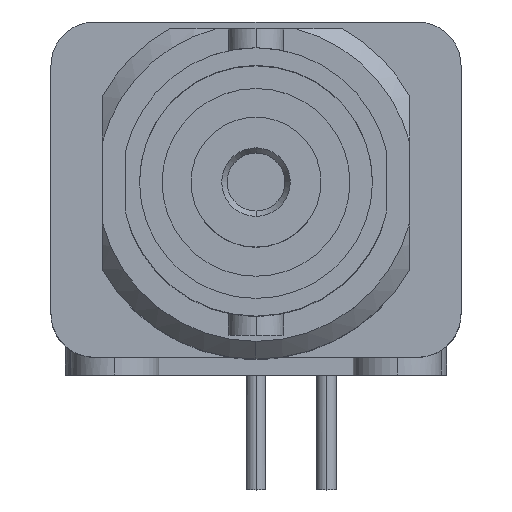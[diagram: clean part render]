
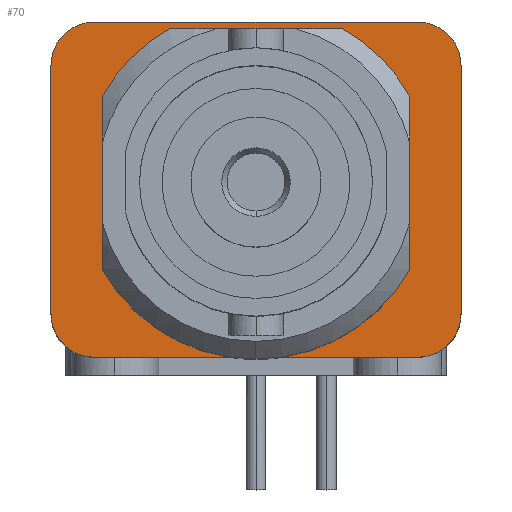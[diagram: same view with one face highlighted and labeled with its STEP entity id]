
A CAD part, top view. The second image highlights one B-rep face of the part: STEP entity #70.
In plain terms, the highlighted planar face has unit normal (0, 0, 1).
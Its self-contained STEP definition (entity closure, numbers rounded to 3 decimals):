
#70=ADVANCED_FACE('',(#201),#202,.F.);
#201=FACE_OUTER_BOUND('',#413,.T.);
#202=PLANE('',#414);
#413=EDGE_LOOP('',(#764,#765,#766,#767,#768,#769,#770,#771,#772,#773,#774,#775,#776,#777,#778,#779));
#414=AXIS2_PLACEMENT_3D('',#780,#781,#782);
#764=ORIENTED_EDGE('',*,*,#1465,.F.);
#765=ORIENTED_EDGE('',*,*,#1466,.F.);
#766=ORIENTED_EDGE('',*,*,#1467,.F.);
#767=ORIENTED_EDGE('',*,*,#1468,.F.);
#768=ORIENTED_EDGE('',*,*,#1469,.F.);
#769=ORIENTED_EDGE('',*,*,#1470,.F.);
#770=ORIENTED_EDGE('',*,*,#1471,.F.);
#771=ORIENTED_EDGE('',*,*,#1472,.F.);
#772=ORIENTED_EDGE('',*,*,#1473,.F.);
#773=ORIENTED_EDGE('',*,*,#1402,.T.);
#774=ORIENTED_EDGE('',*,*,#1474,.T.);
#775=ORIENTED_EDGE('',*,*,#1475,.T.);
#776=ORIENTED_EDGE('',*,*,#1464,.T.);
#777=ORIENTED_EDGE('',*,*,#1476,.T.);
#778=ORIENTED_EDGE('',*,*,#1477,.T.);
#779=ORIENTED_EDGE('',*,*,#1478,.T.);
#780=CARTESIAN_POINT('',(0.0,6.909,-20.828));
#781=DIRECTION('',(0.0,0.0,-1.0));
#782=DIRECTION('',(0.0,-1.0,0.0));
#1402=EDGE_CURVE('',#1669,#1667,#1670,.T.);
#1464=EDGE_CURVE('',#1764,#1773,#1775,.T.);
#1465=EDGE_CURVE('',#1776,#1777,#1778,.T.);
#1466=EDGE_CURVE('',#1779,#1776,#1780,.T.);
#1467=EDGE_CURVE('',#1781,#1779,#1782,.T.);
#1468=EDGE_CURVE('',#1783,#1781,#1784,.T.);
#1469=EDGE_CURVE('',#1785,#1783,#1786,.T.);
#1470=EDGE_CURVE('',#1787,#1785,#1788,.T.);
#1471=EDGE_CURVE('',#1789,#1787,#1790,.T.);
#1472=EDGE_CURVE('',#1791,#1789,#1792,.T.);
#1473=EDGE_CURVE('',#1669,#1791,#1793,.T.);
#1474=EDGE_CURVE('',#1667,#1794,#1795,.T.);
#1475=EDGE_CURVE('',#1794,#1764,#1796,.T.);
#1476=EDGE_CURVE('',#1773,#1797,#1798,.T.);
#1477=EDGE_CURVE('',#1797,#1799,#1800,.T.);
#1478=EDGE_CURVE('',#1799,#1777,#1801,.T.);
#1667=VERTEX_POINT('',#2105);
#1669=VERTEX_POINT('',#2108);
#1670=CIRCLE('',#2109,6.35);
#1764=VERTEX_POINT('',#2290);
#1773=VERTEX_POINT('',#2312);
#1775=LINE('',#2315,#2316);
#1776=VERTEX_POINT('',#2317);
#1777=VERTEX_POINT('',#2318);
#1778=LINE('',#2319,#2320);
#1779=VERTEX_POINT('',#2321);
#1780=CIRCLE('',#2322,1.575);
#1781=VERTEX_POINT('',#2323);
#1782=LINE('',#2324,#2325);
#1783=VERTEX_POINT('',#2326);
#1784=CIRCLE('',#2327,1.575);
#1785=VERTEX_POINT('',#2328);
#1786=LINE('',#2329,#2330);
#1787=VERTEX_POINT('',#2331);
#1788=CIRCLE('',#2332,1.575);
#1789=VERTEX_POINT('',#2333);
#1790=LINE('',#2334,#2335);
#1791=VERTEX_POINT('',#2336);
#1792=CIRCLE('',#2337,1.575);
#1793=LINE('',#2338,#2339);
#1794=VERTEX_POINT('',#2340);
#1795=LINE('',#2341,#2342);
#1796=CIRCLE('',#2343,6.35);
#1797=VERTEX_POINT('',#2344);
#1798=CIRCLE('',#2345,6.35);
#1799=VERTEX_POINT('',#2346);
#1800=LINE('',#2347,#2348);
#1801=CIRCLE('',#2349,6.35);
#2105=CARTESIAN_POINT('',(-5.537,3.8,-20.828));
#2108=CARTESIAN_POINT('',(-0.981,0.635,-20.828));
#2109=AXIS2_PLACEMENT_3D('',#2891,#2892,#2893);
#2290=CARTESIAN_POINT('',(-3.108,12.446,-20.828));
#2312=CARTESIAN_POINT('',(3.108,12.446,-20.828));
#2315=CARTESIAN_POINT('',(-3.108,12.446,-20.828));
#2316=VECTOR('',#3005,6.217);
#2317=CARTESIAN_POINT('',(5.804,0.635,-20.828));
#2318=CARTESIAN_POINT('',(0.981,0.635,-20.828));
#2319=CARTESIAN_POINT('',(5.804,0.635,-20.828));
#2320=VECTOR('',#3006,4.823);
#2321=CARTESIAN_POINT('',(7.379,2.21,-20.828));
#2322=AXIS2_PLACEMENT_3D('',#3007,#3008,#3009);
#2323=CARTESIAN_POINT('',(7.379,11.125,-20.828));
#2324=CARTESIAN_POINT('',(7.379,11.125,-20.828));
#2325=VECTOR('',#3010,8.915);
#2326=CARTESIAN_POINT('',(5.804,12.7,-20.828));
#2327=AXIS2_PLACEMENT_3D('',#3011,#3012,#3013);
#2328=CARTESIAN_POINT('',(-5.804,12.7,-20.828));
#2329=CARTESIAN_POINT('',(-5.804,12.7,-20.828));
#2330=VECTOR('',#3014,11.608);
#2331=CARTESIAN_POINT('',(-7.379,11.125,-20.828));
#2332=AXIS2_PLACEMENT_3D('',#3015,#3016,#3017);
#2333=CARTESIAN_POINT('',(-7.379,2.21,-20.828));
#2334=CARTESIAN_POINT('',(-7.379,2.21,-20.828));
#2335=VECTOR('',#3018,8.915);
#2336=CARTESIAN_POINT('',(-5.804,0.635,-20.828));
#2337=AXIS2_PLACEMENT_3D('',#3019,#3020,#3021);
#2338=CARTESIAN_POINT('',(-0.981,0.635,-20.828));
#2339=VECTOR('',#3022,4.823);
#2340=CARTESIAN_POINT('',(-5.537,10.017,-20.828));
#2341=CARTESIAN_POINT('',(-5.537,3.8,-20.828));
#2342=VECTOR('',#3023,6.217);
#2343=AXIS2_PLACEMENT_3D('',#3024,#3025,#3026);
#2344=CARTESIAN_POINT('',(5.537,10.017,-20.828));
#2345=AXIS2_PLACEMENT_3D('',#3027,#3028,#3029);
#2346=CARTESIAN_POINT('',(5.537,3.8,-20.828));
#2347=CARTESIAN_POINT('',(5.537,10.017,-20.828));
#2348=VECTOR('',#3030,6.217);
#2349=AXIS2_PLACEMENT_3D('',#3031,#3032,#3033);
#2891=CARTESIAN_POINT('',(0.0,6.909,-20.828));
#2892=DIRECTION('',(-0.0,0.0,-1.0));
#2893=DIRECTION('',(-0.154,-0.988,0.0));
#3005=DIRECTION('',(1.0,0.0,0.0));
#3006=DIRECTION('',(-1.0,0.0,0.0));
#3007=CARTESIAN_POINT('',(5.804,2.21,-20.828));
#3008=DIRECTION('',(0.0,0.0,-1.0));
#3009=DIRECTION('',(1.0,0.0,0.0));
#3010=DIRECTION('',(0.0,-1.0,0.0));
#3011=CARTESIAN_POINT('',(5.804,11.125,-20.828));
#3012=DIRECTION('',(0.0,0.0,-1.0));
#3013=DIRECTION('',(0.0,1.0,0.0));
#3014=DIRECTION('',(1.0,0.0,0.0));
#3015=CARTESIAN_POINT('',(-5.804,11.125,-20.828));
#3016=DIRECTION('',(0.0,0.0,-1.0));
#3017=DIRECTION('',(-1.0,0.0,0.0));
#3018=DIRECTION('',(0.0,1.0,0.0));
#3019=CARTESIAN_POINT('',(-5.804,2.21,-20.828));
#3020=DIRECTION('',(0.0,0.0,-1.0));
#3021=DIRECTION('',(0.0,-1.0,0.0));
#3022=DIRECTION('',(-1.0,0.0,0.0));
#3023=DIRECTION('',(0.0,1.0,0.0));
#3024=CARTESIAN_POINT('',(0.0,6.909,-20.828));
#3025=DIRECTION('',(0.0,0.0,-1.0));
#3026=DIRECTION('',(-0.872,0.49,0.0));
#3027=CARTESIAN_POINT('',(0.0,6.909,-20.828));
#3028=DIRECTION('',(0.0,0.0,-1.0));
#3029=DIRECTION('',(0.49,0.872,0.0));
#3030=DIRECTION('',(0.0,-1.0,0.0));
#3031=CARTESIAN_POINT('',(0.0,6.909,-20.828));
#3032=DIRECTION('',(0.0,0.0,-1.0));
#3033=DIRECTION('',(0.872,-0.49,0.0));
